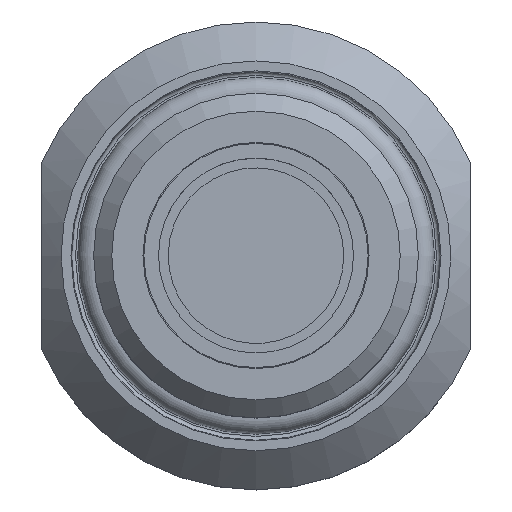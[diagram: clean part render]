
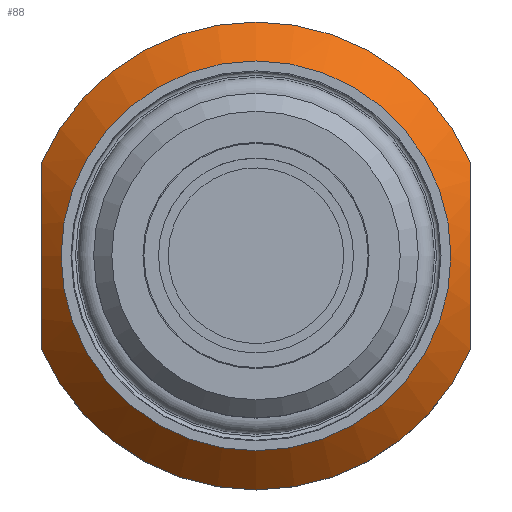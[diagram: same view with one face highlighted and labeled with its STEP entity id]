
A CAD part, top view. The second image highlights one B-rep face of the part: STEP entity #88.
In plain terms, the highlighted conical face has half-angle 45 degrees and reference radius 12 mm.
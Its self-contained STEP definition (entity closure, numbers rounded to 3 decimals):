
#88 = ADVANCED_FACE( '', ( #156, #157 ), #158, .T. );
#156 = FACE_BOUND( '', #270, .T. );
#157 = FACE_OUTER_BOUND( '', #271, .T. );
#158 = CONICAL_SURFACE( '', #272, 12., 0.785 );
#270 = EDGE_LOOP( '', ( #432 ) );
#271 = EDGE_LOOP( '', ( #433, #434, #435, #436 ) );
#272 = AXIS2_PLACEMENT_3D( '', #437, #438, #439 );
#432 = ORIENTED_EDGE( '', *, *, #633, .F. );
#433 = ORIENTED_EDGE( '', *, *, #634, .F. );
#434 = ORIENTED_EDGE( '', *, *, #635, .T. );
#435 = ORIENTED_EDGE( '', *, *, #636, .F. );
#436 = ORIENTED_EDGE( '', *, *, #637, .T. );
#437 = CARTESIAN_POINT( '', ( 0., 0., -12. ) );
#438 = DIRECTION( '', ( 0., 0., -1. ) );
#439 = DIRECTION( '', ( -1., 0., 0. ) );
#633 = EDGE_CURVE( '', #741, #741, #742, .F. );
#634 = EDGE_CURVE( '', #743, #744, #745, .T. );
#635 = EDGE_CURVE( '', #743, #746, #747, .F. );
#636 = EDGE_CURVE( '', #748, #746, #749, .T. );
#637 = EDGE_CURVE( '', #748, #744, #750, .T. );
#741 = VERTEX_POINT( '', #1248 );
#742 = CIRCLE( '', #1249, 10. );
#743 = VERTEX_POINT( '', #1250 );
#744 = VERTEX_POINT( '', #1251 );
#745 = CIRCLE( '', #1252, 12. );
#746 = VERTEX_POINT( '', #1253 );
#747 = B_SPLINE_CURVE_WITH_KNOTS( '', 3, ( #1254, #1255, #1256, #1257, #1258, #1259, #1260, #1261, #1262, #1263, #1264, #1265, #1266, #1267 ), .UNSPECIFIED., .F., .F., ( 4, 2, 2, 2, 2, 2, 4 ), ( 0.006, 0.007, 0.009, 0.011, 0.013, 0.015, 0.016 ), .UNSPECIFIED. );
#748 = VERTEX_POINT( '', #1268 );
#749 = CIRCLE( '', #1269, 12. );
#750 = B_SPLINE_CURVE_WITH_KNOTS( '', 3, ( #1270, #1271, #1272, #1273, #1274, #1275, #1276, #1277, #1278, #1279, #1280, #1281, #1282, #1283 ), .UNSPECIFIED., .F., .F., ( 4, 2, 2, 2, 2, 2, 4 ), ( 0.006, 0.007, 0.009, 0.011, 0.013, 0.015, 0.016 ), .UNSPECIFIED. );
#1248 = CARTESIAN_POINT( '', ( -10., 0., -10. ) );
#1249 = AXIS2_PLACEMENT_3D( '', #1383, #1384, #1385 );
#1250 = CARTESIAN_POINT( '', ( -11., 4.796, -12. ) );
#1251 = CARTESIAN_POINT( '', ( 11., 4.796, -12. ) );
#1252 = AXIS2_PLACEMENT_3D( '', #1386, #1387, #1388 );
#1253 = CARTESIAN_POINT( '', ( -11., -4.796, -12. ) );
#1254 = CARTESIAN_POINT( '', ( -11., -4.796, -12. ) );
#1255 = CARTESIAN_POINT( '', ( -11., -4.416, -11.848 ) );
#1256 = CARTESIAN_POINT( '', ( -11., -4.031, -11.709 ) );
#1257 = CARTESIAN_POINT( '', ( -11., -3.243, -11.462 ) );
#1258 = CARTESIAN_POINT( '', ( -11., -2.843, -11.355 ) );
#1259 = CARTESIAN_POINT( '', ( -11., -1.639, -11.094 ) );
#1260 = CARTESIAN_POINT( '', ( -11., -0.822, -11. ) );
#1261 = CARTESIAN_POINT( '', ( -11., 0.834, -11. ) );
#1262 = CARTESIAN_POINT( '', ( -11., 1.646, -11.095 ) );
#1263 = CARTESIAN_POINT( '', ( -11., 2.844, -11.355 ) );
#1264 = CARTESIAN_POINT( '', ( -11., 3.24, -11.461 ) );
#1265 = CARTESIAN_POINT( '', ( -11., 4.026, -11.708 ) );
#1266 = CARTESIAN_POINT( '', ( -11., 4.415, -11.848 ) );
#1267 = CARTESIAN_POINT( '', ( -11., 4.796, -12. ) );
#1268 = CARTESIAN_POINT( '', ( 11., -4.796, -12. ) );
#1269 = AXIS2_PLACEMENT_3D( '', #1389, #1390, #1391 );
#1270 = CARTESIAN_POINT( '', ( 11., -4.796, -12. ) );
#1271 = CARTESIAN_POINT( '', ( 11., -4.416, -11.848 ) );
#1272 = CARTESIAN_POINT( '', ( 11., -4.031, -11.709 ) );
#1273 = CARTESIAN_POINT( '', ( 11., -3.243, -11.462 ) );
#1274 = CARTESIAN_POINT( '', ( 11., -2.843, -11.355 ) );
#1275 = CARTESIAN_POINT( '', ( 11., -1.639, -11.094 ) );
#1276 = CARTESIAN_POINT( '', ( 11., -0.822, -11. ) );
#1277 = CARTESIAN_POINT( '', ( 11., 0.834, -11. ) );
#1278 = CARTESIAN_POINT( '', ( 11., 1.646, -11.095 ) );
#1279 = CARTESIAN_POINT( '', ( 11., 2.844, -11.355 ) );
#1280 = CARTESIAN_POINT( '', ( 11., 3.24, -11.461 ) );
#1281 = CARTESIAN_POINT( '', ( 11., 4.026, -11.708 ) );
#1282 = CARTESIAN_POINT( '', ( 11., 4.415, -11.848 ) );
#1283 = CARTESIAN_POINT( '', ( 11., 4.796, -12. ) );
#1383 = CARTESIAN_POINT( '', ( 0., 0., -10. ) );
#1384 = DIRECTION( '', ( 0., 0., -1. ) );
#1385 = DIRECTION( '', ( -1., 0., 0. ) );
#1386 = CARTESIAN_POINT( '', ( 0., 0., -12. ) );
#1387 = DIRECTION( '', ( 0., 0., -1. ) );
#1388 = DIRECTION( '', ( -1., 0., 0. ) );
#1389 = CARTESIAN_POINT( '', ( 0., 0., -12. ) );
#1390 = DIRECTION( '', ( 0., 0., -1. ) );
#1391 = DIRECTION( '', ( -1., 0., 0. ) );
